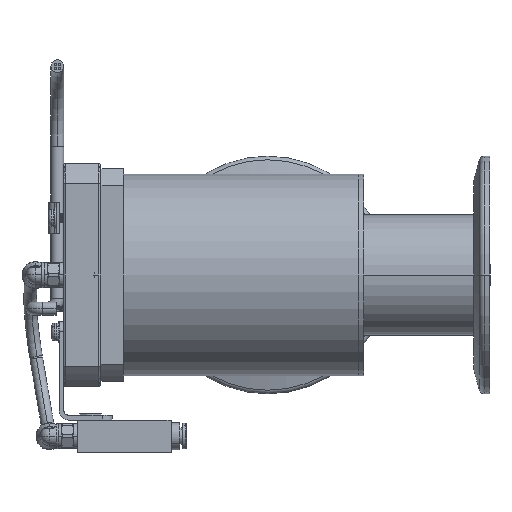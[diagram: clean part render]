
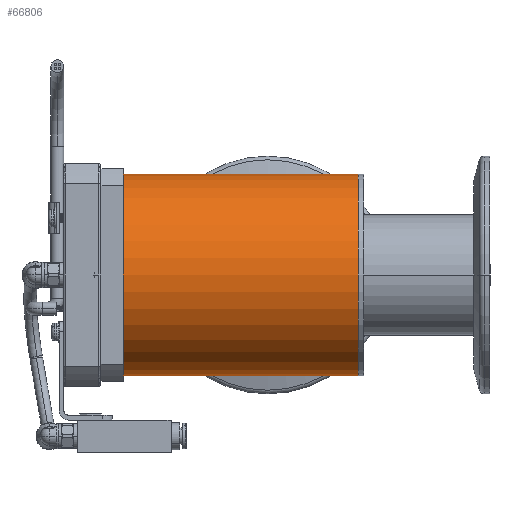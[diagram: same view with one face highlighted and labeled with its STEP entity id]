
A CAD part, left-side view. The second image highlights one B-rep face of the part: STEP entity #66806.
In plain terms, the highlighted cylindrical face has radius 31.75 mm (diameter 63.5 mm), a partial arc.
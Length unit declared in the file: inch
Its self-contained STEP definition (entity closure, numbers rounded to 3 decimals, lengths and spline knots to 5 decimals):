
#3517 = AXIS2_PLACEMENT_3D ( 'NONE', #81993, #99913, #47320 ) ;
#7643 = EDGE_CURVE ( 'NONE', #98461, #31909, #23670, .T. ) ;
#9257 = ORIENTED_EDGE ( 'NONE', *, *, #109841, .T. ) ;
#9501 = CARTESIAN_POINT ( 'NONE',  ( 0., -0.17906, -1.25 ) ) ;
#17690 = CIRCLE ( 'NONE', #87604, 1.25 ) ;
#22555 = VERTEX_POINT ( 'NONE', #45478 ) ;
#23670 = LINE ( 'NONE', #94809, #38998 ) ;
#25422 = DIRECTION ( 'NONE',  ( 0., 1., 0. ) ) ;
#28532 = CIRCLE ( 'NONE', #72833, 1.25 ) ;
#29948 = FACE_OUTER_BOUND ( 'NONE', #95393, .T. ) ;
#31909 = VERTEX_POINT ( 'NONE', #9501 ) ;
#38998 = VECTOR ( 'NONE', #93066, 39.37008 ) ;
#45478 = CARTESIAN_POINT ( 'NONE',  ( 0., -0.17906, 1.25 ) ) ;
#47320 = DIRECTION ( 'NONE',  ( 0., 0., -1. ) ) ;
#51615 = LINE ( 'NONE', #94414, #90078 ) ;
#60109 = DIRECTION ( 'NONE',  ( 0., 0., 1. ) ) ;
#63643 = VERTEX_POINT ( 'NONE', #86665 ) ;
#64251 = ORIENTED_EDGE ( 'NONE', *, *, #85345, .F. ) ;
#66806 = ADVANCED_FACE ( 'NONE', ( #29948 ), #82550, .T. ) ;
#70723 = DIRECTION ( 'NONE',  ( 0., 1., 0. ) ) ;
#71291 = CARTESIAN_POINT ( 'NONE',  ( 0., -0.17906, 0. ) ) ;
#72833 = AXIS2_PLACEMENT_3D ( 'NONE', #71291, #70723, #88645 ) ;
#73732 = ORIENTED_EDGE ( 'NONE', *, *, #96623, .F. ) ;
#77665 = DIRECTION ( 'NONE',  ( 0., -1., 0. ) ) ;
#81993 = CARTESIAN_POINT ( 'NONE',  ( 0., 2.79594, 0. ) ) ;
#82550 = CYLINDRICAL_SURFACE ( 'NONE', #3517, 1.25 ) ;
#85345 = EDGE_CURVE ( 'NONE', #63643, #22555, #51615, .T. ) ;
#86665 = CARTESIAN_POINT ( 'NONE',  ( 0., 2.79594, 1.25 ) ) ;
#87604 = AXIS2_PLACEMENT_3D ( 'NONE', #106942, #25422, #60109 ) ;
#88645 = DIRECTION ( 'NONE',  ( 0., 0., 1. ) ) ;
#90078 = VECTOR ( 'NONE', #77665, 39.37008 ) ;
#93066 = DIRECTION ( 'NONE',  ( 0., -1., 0. ) ) ;
#94414 = CARTESIAN_POINT ( 'NONE',  ( 0., 2.79594, 1.25 ) ) ;
#94809 = CARTESIAN_POINT ( 'NONE',  ( 0., 2.79594, -1.25 ) ) ;
#95393 = EDGE_LOOP ( 'NONE', ( #64251, #73732, #108056, #9257 ) ) ;
#96623 = EDGE_CURVE ( 'NONE', #98461, #63643, #17690, .T. ) ;
#98461 = VERTEX_POINT ( 'NONE', #100041 ) ;
#99913 = DIRECTION ( 'NONE',  ( 0., -1., 0. ) ) ;
#100041 = CARTESIAN_POINT ( 'NONE',  ( 0., 2.79594, -1.25 ) ) ;
#106942 = CARTESIAN_POINT ( 'NONE',  ( 0., 2.79594, 0. ) ) ;
#108056 = ORIENTED_EDGE ( 'NONE', *, *, #7643, .T. ) ;
#109841 = EDGE_CURVE ( 'NONE', #31909, #22555, #28532, .T. ) ;
